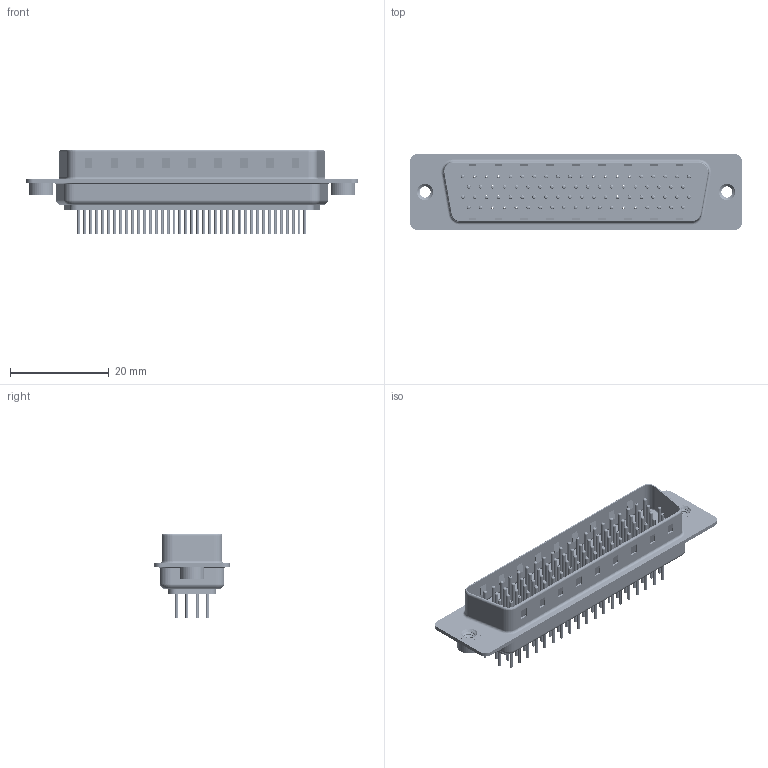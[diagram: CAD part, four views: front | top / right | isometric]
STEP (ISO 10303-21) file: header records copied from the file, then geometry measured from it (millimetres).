
FILE_DESCRIPTION (( 'STEP AP203' ), '1' );
FILE_NAME ('MHHDD-78MNS-C1.STEP', '2025-11-21T20:38:25', ( '' ), ( '' ), 'SwSTEP 2.0', 'SolidWorks 2023', '' );
FILE_SCHEMA (( 'CONFIG_CONTROL_DESIGN' ));
Length unit declared in the file: millimetre
Products named in the file (9): MHHDD Contact Row 1_30; MHHDD-78MNS-C1; MHHDD Shell Front_78 Contacts; MHHDD Contact Row 3_30; MHHDD Contact Row 2_30; MHHDD Shell Rear_78 Contacts; MHHDD 4-40 Threaded Standoff BS; MHHDD Housing_78 Contacts; MHHDD Contact Row 78_30
Assembly tree (83 placements, depth 2):
  MHHDD-78MNS-C1
    MHHDD Housing_78 Contacts
    MHHDD Shell Front_78 Contacts
    MHHDD Shell Rear_78 Contacts
    MHHDD Contact Row 1_30  x19
    MHHDD Contact Row 2_30  x20
    MHHDD Contact Row 3_30  x19
    MHHDD Contact Row 78_30  x20
    MHHDD 4-40 Threaded Standoff BS  x2
Bounding box: 67.2 x 15.3 x 17.15 mm (x, y, z)
Volume: 4223.9 mm3; surface area: 15491.5 mm2
Topology: 83 solids, 83 shells, 8214 faces, 21729 edges, 13380 vertices
Faces by surface type: cylinder 3025, torus 2312, plane 2075, cone 796, bspline 6
Entity records: 46680 total; most frequent: CARTESIAN_POINT 9534, DIRECTION 7797, ORIENTED_EDGE 6674, EDGE_CURVE 3337, AXIS2_PLACEMENT_3D 3186, VERTEX_POINT 2146, EDGE_LOOP 1743, CIRCLE 1731
